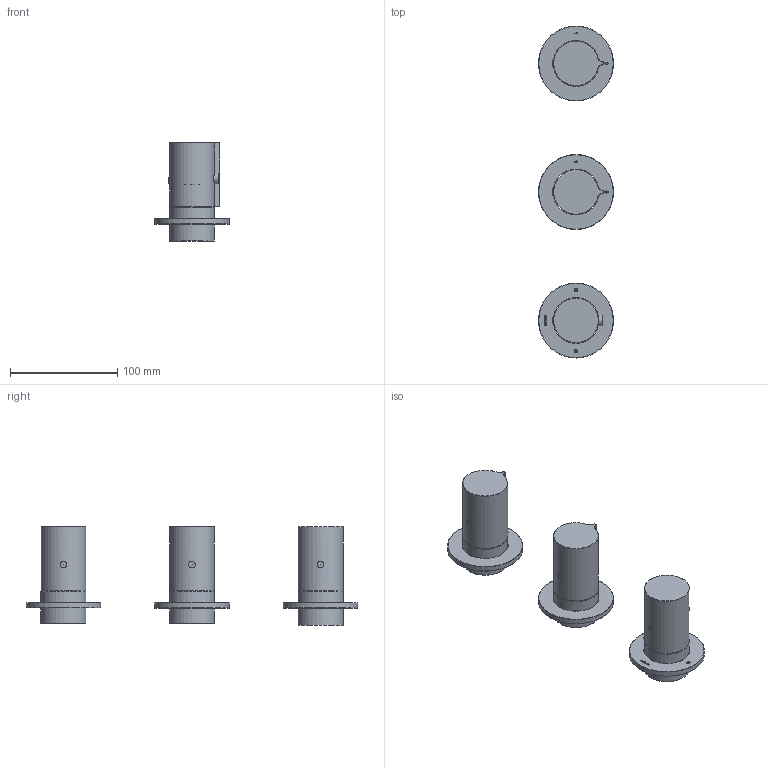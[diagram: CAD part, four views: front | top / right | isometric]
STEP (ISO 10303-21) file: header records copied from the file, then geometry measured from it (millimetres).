
FILE_DESCRIPTION(/* description */ ('Unknown'),/* implementation_level */ '2;1');
FILE_NAME(/* name */ 'GT7067-00',/* time_stamp */ '2026-02-11T16:10:47+01:00',/* author */ ('Unknown'),/* organization */ ('Unknown'),/* preprocessor_version */ 'ST-DEVELOPER v20',/* originating_system */ 'Solid Edge',/* authorisation */ 'Unknown');
FILE_SCHEMA (('AUTOMOTIVE_DESIGN {1 0 10303 214 3 1 1}'));
Length unit declared in the file: millimetre
Products named in the file (15): GT7066EXT-00A; AR7001-02; GT7068-04; GT7001-001_oa_0; GT7001-01; bottone inox_0083.38.325_0083.38.325; GT003-08; GT7068-001_oa_1; GT7068-01; GT7068-002_oa_2; GT7068-05; GT7068-001_oa_3; GT7068-002_oa_4; GT7001-002_oa_5; GT7001-03
Assembly tree (19 placements, depth 3):
  GT7066EXT-00A
    AR7001-02
    GT7068-04  x2
    GT7001-001_oa_0
      GT7001-01
      bottone inox_0083.38.325_0083.38.325
      GT003-08
    GT7068-001_oa_1
      GT7068-01
      GT003-08
    GT7068-002_oa_2
      GT7068-05
    GT7068-001_oa_3
      GT7068-01
      GT003-08
    GT7068-002_oa_4
      GT7068-05
    GT7001-002_oa_5
      GT7001-03
Bounding box: 70 x 310 x 92.3 mm (x, y, z)
Volume: 186990.6 mm3; surface area: 117278.9 mm2
Topology: 13 solids, 13 shells, 562 faces, 1296 edges, 800 vertices
Faces by surface type: plane 154, cylinder 152, torus 107, bspline 95, cone 43, sphere 11
Full cylindrical faces by diameter (mm): 1.8 x3, 2.5 x1, 3.2 x1, 4.5 x1, 5.5 x3, 6.3 x3, 7.5 x1, 10 x2, 10.2 x1, 12 x17, 21 x2, 25.288 x2, 28 x2, 34 x2, 36.5 x2, 39.5 x3, 40.2 x1, 42 x4, 42.5 x6, 44.6 x3, 57 x3, 67 x3, 70 x3
Entity records: 16602 total; most frequent: CARTESIAN_POINT 7928, DIRECTION 1359, ORIENTED_EDGE 1244, EDGE_CURVE 622, AXIS2_PLACEMENT_3D 556, FACE_BOUND 487, EDGE_LOOP 475, VERTEX_POINT 455
